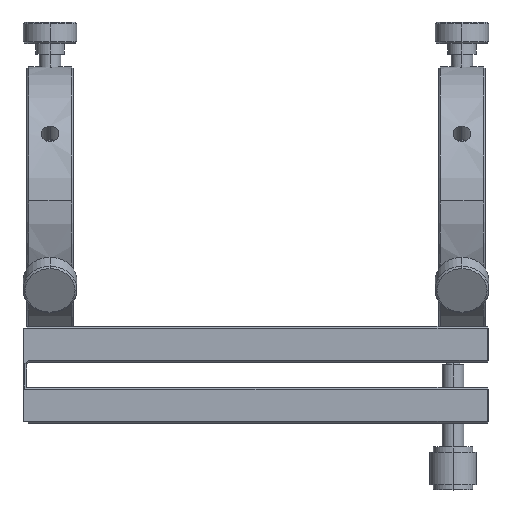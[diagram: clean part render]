
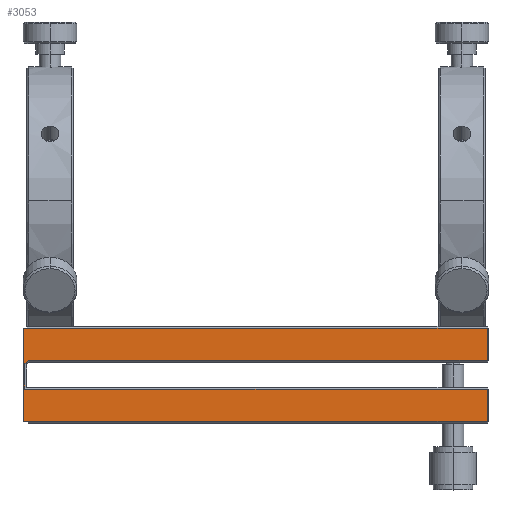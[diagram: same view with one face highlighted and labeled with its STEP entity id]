
A CAD part, top view. The second image highlights one B-rep face of the part: STEP entity #3053.
In plain terms, the highlighted planar face has unit normal (0, 0, 1).
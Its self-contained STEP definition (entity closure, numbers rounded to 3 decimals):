
#290 = CARTESIAN_POINT ( 'NONE',  ( 64.5, 0.5, 27.5 ) ) ;
#483 = VECTOR ( 'NONE', #9624, 1000. ) ;
#606 = VERTEX_POINT ( 'NONE', #7588 ) ;
#684 = VECTOR ( 'NONE', #4649, 1000. ) ;
#724 = EDGE_LOOP ( 'NONE', ( #7154, #6091, #11596, #8577, #3549, #5324, #12042, #1025, #10759, #1731, #2380 ) ) ;
#800 = DIRECTION ( 'NONE',  ( -1., 0., 0. ) ) ;
#827 = LINE ( 'NONE', #1053, #11383 ) ;
#988 = DIRECTION ( 'NONE',  ( 0., 1., 0. ) ) ;
#1025 = ORIENTED_EDGE ( 'NONE', *, *, #8448, .T. ) ;
#1053 = CARTESIAN_POINT ( 'NONE',  ( -64.5, 9.5, 27.5 ) ) ;
#1066 = EDGE_CURVE ( 'NONE', #3869, #9629, #9619, .T. ) ;
#1333 = DIRECTION ( 'NONE',  ( 1., 0., 0. ) ) ;
#1405 = EDGE_CURVE ( 'NONE', #4935, #2658, #9170, .T. ) ;
#1408 = LINE ( 'NONE', #12810, #6227 ) ;
#1457 = VERTEX_POINT ( 'NONE', #1606 ) ;
#1606 = CARTESIAN_POINT ( 'NONE',  ( 64., 0.5, 27.5 ) ) ;
#1731 = ORIENTED_EDGE ( 'NONE', *, *, #2087, .F. ) ;
#1753 = VECTOR ( 'NONE', #3963, 1000. ) ;
#1762 = DIRECTION ( 'NONE',  ( 0., 1., 0. ) ) ;
#2087 = EDGE_CURVE ( 'NONE', #606, #9517, #3262, .T. ) ;
#2375 = LINE ( 'NONE', #3475, #4791 ) ;
#2380 = ORIENTED_EDGE ( 'NONE', *, *, #11162, .F. ) ;
#2614 = DIRECTION ( 'NONE',  ( 0., 1., 0. ) ) ;
#2658 = VERTEX_POINT ( 'NONE', #11593 ) ;
#2790 = VERTEX_POINT ( 'NONE', #7877 ) ;
#2845 = VERTEX_POINT ( 'NONE', #2979 ) ;
#2867 = CARTESIAN_POINT ( 'NONE',  ( -64.5, 26.5, 27.5 ) ) ;
#2961 = CARTESIAN_POINT ( 'NONE',  ( -65., 10., 27.5 ) ) ;
#2979 = CARTESIAN_POINT ( 'NONE',  ( -65., 16.5, 27.5 ) ) ;
#3053 = ADVANCED_FACE ( 'NONE', ( #11835 ), #4234, .F. ) ;
#3262 = LINE ( 'NONE', #12870, #483 ) ;
#3365 = EDGE_CURVE ( 'NONE', #6629, #2845, #12300, .T. ) ;
#3475 = CARTESIAN_POINT ( 'NONE',  ( -65., 16.5, 27.5 ) ) ;
#3549 = ORIENTED_EDGE ( 'NONE', *, *, #3365, .T. ) ;
#3690 = LINE ( 'NONE', #10815, #11517 ) ;
#3869 = VERTEX_POINT ( 'NONE', #7590 ) ;
#3901 = VECTOR ( 'NONE', #8254, 1000. ) ;
#3963 = DIRECTION ( 'NONE',  ( 0., 1., 0. ) ) ;
#4037 = VECTOR ( 'NONE', #800, 1000. ) ;
#4234 = PLANE ( 'NONE',  #10762 ) ;
#4498 = DIRECTION ( 'NONE',  ( -0.707, -0.707, 0. ) ) ;
#4649 = DIRECTION ( 'NONE',  ( 1., 0., 0. ) ) ;
#4791 = VECTOR ( 'NONE', #4498, 1000. ) ;
#4935 = VERTEX_POINT ( 'NONE', #9346 ) ;
#5158 = CARTESIAN_POINT ( 'NONE',  ( 64.5, 17.5, 27.5 ) ) ;
#5230 = VERTEX_POINT ( 'NONE', #8887 ) ;
#5249 = DIRECTION ( 'NONE',  ( 0., 0., -1. ) ) ;
#5324 = ORIENTED_EDGE ( 'NONE', *, *, #8349, .F. ) ;
#5378 = VECTOR ( 'NONE', #988, 1000. ) ;
#5418 = CARTESIAN_POINT ( 'NONE',  ( -64.5, 0.5, 27.5 ) ) ;
#5690 = LINE ( 'NONE', #7109, #5378 ) ;
#6008 = EDGE_CURVE ( 'NONE', #1457, #5230, #5690, .T. ) ;
#6091 = ORIENTED_EDGE ( 'NONE', *, *, #6709, .T. ) ;
#6227 = VECTOR ( 'NONE', #2614, 1000. ) ;
#6629 = VERTEX_POINT ( 'NONE', #10420 ) ;
#6709 = EDGE_CURVE ( 'NONE', #9629, #1457, #12232, .T. ) ;
#6953 = EDGE_CURVE ( 'NONE', #2790, #9517, #9741, .T. ) ;
#7109 = CARTESIAN_POINT ( 'NONE',  ( 64., 10., 27.5 ) ) ;
#7154 = ORIENTED_EDGE ( 'NONE', *, *, #1066, .T. ) ;
#7588 = CARTESIAN_POINT ( 'NONE',  ( -65.5, 26.5, 27.5 ) ) ;
#7590 = CARTESIAN_POINT ( 'NONE',  ( -65.5, 0.5, 27.5 ) ) ;
#7877 = CARTESIAN_POINT ( 'NONE',  ( 64., 26.5, 27.5 ) ) ;
#8254 = DIRECTION ( 'NONE',  ( 1., 0., 0. ) ) ;
#8349 = EDGE_CURVE ( 'NONE', #4935, #2845, #2375, .T. ) ;
#8448 = EDGE_CURVE ( 'NONE', #2658, #2790, #1408, .T. ) ;
#8577 = ORIENTED_EDGE ( 'NONE', *, *, #10949, .T. ) ;
#8887 = CARTESIAN_POINT ( 'NONE',  ( 64., 9.5, 27.5 ) ) ;
#9170 = LINE ( 'NONE', #5158, #684 ) ;
#9198 = DIRECTION ( 'NONE',  ( -1., 0., 0. ) ) ;
#9212 = VECTOR ( 'NONE', #1333, 1000. ) ;
#9346 = CARTESIAN_POINT ( 'NONE',  ( -64., 17.5, 27.5 ) ) ;
#9517 = VERTEX_POINT ( 'NONE', #10402 ) ;
#9619 = LINE ( 'NONE', #10279, #3901 ) ;
#9624 = DIRECTION ( 'NONE',  ( 1., 0., 0. ) ) ;
#9629 = VERTEX_POINT ( 'NONE', #5418 ) ;
#9741 = LINE ( 'NONE', #2867, #4037 ) ;
#10279 = CARTESIAN_POINT ( 'NONE',  ( -65.5, 0.5, 27.5 ) ) ;
#10402 = CARTESIAN_POINT ( 'NONE',  ( -64.5, 26.5, 27.5 ) ) ;
#10420 = CARTESIAN_POINT ( 'NONE',  ( -65., 9.5, 27.5 ) ) ;
#10759 = ORIENTED_EDGE ( 'NONE', *, *, #6953, .T. ) ;
#10762 = AXIS2_PLACEMENT_3D ( 'NONE', #11387, #5249, #12374 ) ;
#10815 = CARTESIAN_POINT ( 'NONE',  ( -65.5, 0.5, 27.5 ) ) ;
#10949 = EDGE_CURVE ( 'NONE', #5230, #6629, #827, .T. ) ;
#11162 = EDGE_CURVE ( 'NONE', #3869, #606, #3690, .T. ) ;
#11383 = VECTOR ( 'NONE', #9198, 1000. ) ;
#11387 = CARTESIAN_POINT ( 'NONE',  ( 64.5, 10., 27.5 ) ) ;
#11517 = VECTOR ( 'NONE', #1762, 1000. ) ;
#11593 = CARTESIAN_POINT ( 'NONE',  ( 64., 17.5, 27.5 ) ) ;
#11596 = ORIENTED_EDGE ( 'NONE', *, *, #6008, .T. ) ;
#11835 = FACE_OUTER_BOUND ( 'NONE', #724, .T. ) ;
#12042 = ORIENTED_EDGE ( 'NONE', *, *, #1405, .T. ) ;
#12232 = LINE ( 'NONE', #290, #9212 ) ;
#12300 = LINE ( 'NONE', #2961, #1753 ) ;
#12374 = DIRECTION ( 'NONE',  ( -1., 0., 0. ) ) ;
#12810 = CARTESIAN_POINT ( 'NONE',  ( 64., 27., 27.5 ) ) ;
#12870 = CARTESIAN_POINT ( 'NONE',  ( -65.5, 26.5, 27.5 ) ) ;
